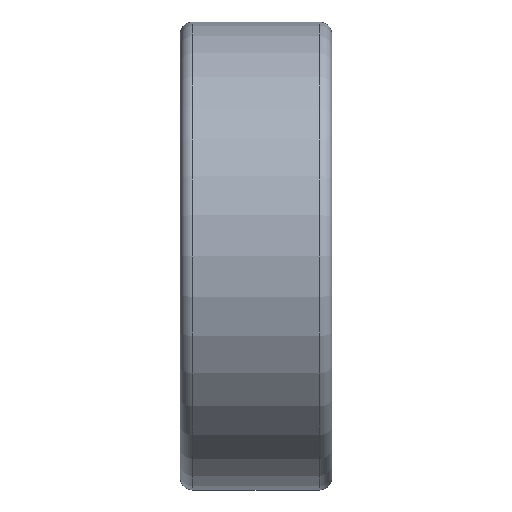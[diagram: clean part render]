
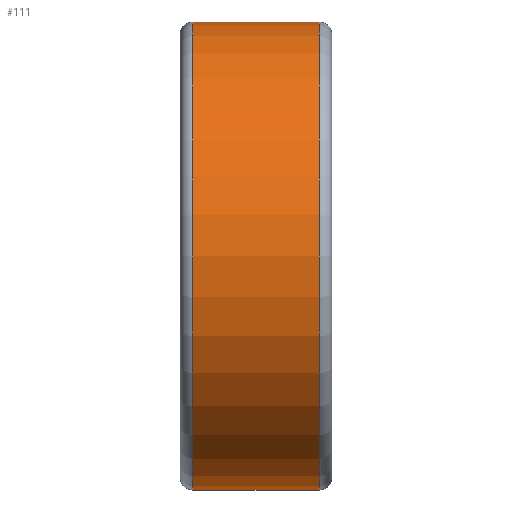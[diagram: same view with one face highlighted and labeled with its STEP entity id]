
A CAD part, front view. The second image highlights one B-rep face of the part: STEP entity #111.
In plain terms, the highlighted cylindrical face has radius 18.5 mm (diameter 37 mm), a full revolution.
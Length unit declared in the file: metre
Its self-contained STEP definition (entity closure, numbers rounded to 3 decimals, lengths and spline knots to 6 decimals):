
#111 = ADVANCED_FACE( '', ( #258, #259 ), #260, .T. );
#258 = FACE_OUTER_BOUND( '', #432, .T. );
#259 = FACE_OUTER_BOUND( '', #433, .T. );
#260 = CYLINDRICAL_SURFACE( '', #434, 0.0185 );
#432 = EDGE_LOOP( '', ( #646 ) );
#433 = EDGE_LOOP( '', ( #647 ) );
#434 = AXIS2_PLACEMENT_3D( '', #648, #649, #650 );
#646 = ORIENTED_EDGE( '', *, *, #759, .F. );
#647 = ORIENTED_EDGE( '', *, *, #783, .T. );
#648 = CARTESIAN_POINT( '', ( 0.05, 0., 0. ) );
#649 = DIRECTION( '', ( 1., 0., 0. ) );
#650 = DIRECTION( '', ( 0., 0., -1. ) );
#759 = EDGE_CURVE( '', #847, #847, #848, .T. );
#783 = EDGE_CURVE( '', #883, #883, #884, .T. );
#847 = VERTEX_POINT( '', #970 );
#848 = CIRCLE( '', #971, 0.0185 );
#883 = VERTEX_POINT( '', #1006 );
#884 = CIRCLE( '', #1007, 0.0185 );
#970 = CARTESIAN_POINT( '', ( 0.011, 0., -0.0185 ) );
#971 = AXIS2_PLACEMENT_3D( '', #1127, #1128, #1129 );
#1006 = CARTESIAN_POINT( '', ( 0.001, 0., -0.0185 ) );
#1007 = AXIS2_PLACEMENT_3D( '', #1169, #1170, #1171 );
#1127 = CARTESIAN_POINT( '', ( 0.011, 0., 0. ) );
#1128 = DIRECTION( '', ( 1., 0., 0. ) );
#1129 = DIRECTION( '', ( 0., 0., -1. ) );
#1169 = CARTESIAN_POINT( '', ( 0.001, 0., 0. ) );
#1170 = DIRECTION( '', ( 1., 0., 0. ) );
#1171 = DIRECTION( '', ( 0., 0., -1. ) );
